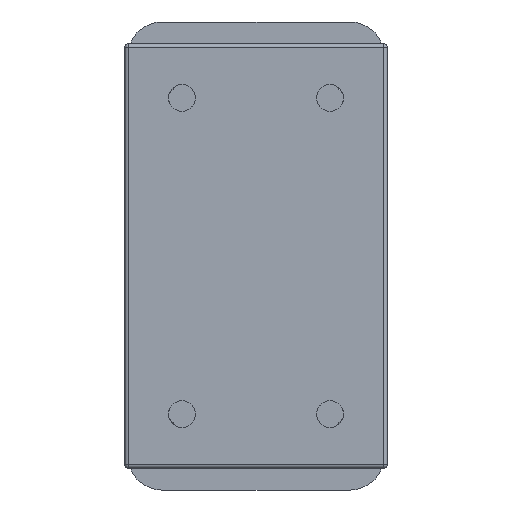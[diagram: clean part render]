
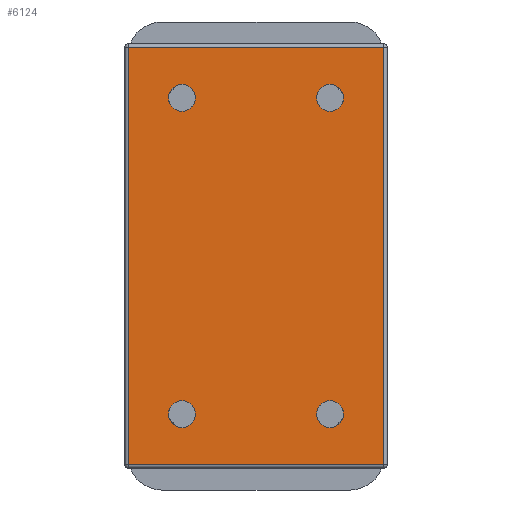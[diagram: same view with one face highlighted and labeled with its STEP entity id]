
A CAD part, front view. The second image highlights one B-rep face of the part: STEP entity #6124.
In plain terms, the highlighted face is planar.
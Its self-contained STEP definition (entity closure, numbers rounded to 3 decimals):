
#480 = EDGE_CURVE ( 'NONE', #3182, #1009, #10651, .T. ) ;
#528 = CIRCLE ( 'NONE', #5896, 2. ) ;
#720 = EDGE_CURVE ( 'NONE', #7314, #1843, #2523, .T. ) ;
#1007 = AXIS2_PLACEMENT_3D ( 'NONE', #11039, #17966, #1075 ) ;
#1009 = VERTEX_POINT ( 'NONE', #14043 ) ;
#1075 = DIRECTION ( 'NONE',  ( 0., 0., 1. ) ) ;
#1166 = CARTESIAN_POINT ( 'NONE',  ( -6.078, -11., -23.5 ) ) ;
#1601 = EDGE_LOOP ( 'NONE', ( #19310, #12596 ) ) ;
#1745 = DIRECTION ( 'NONE',  ( 0., -1., 0. ) ) ;
#1835 = DIRECTION ( 'NONE',  ( 0., 0., 1. ) ) ;
#1843 = VERTEX_POINT ( 'NONE', #2041 ) ;
#2041 = CARTESIAN_POINT ( 'NONE',  ( -6.078, 11., -25.5 ) ) ;
#2231 = CARTESIAN_POINT ( 'NONE',  ( -6.078, 11., -23.5 ) ) ;
#2297 = CARTESIAN_POINT ( 'NONE',  ( -6.078, 11., -21.5 ) ) ;
#2523 = CIRCLE ( 'NONE', #9307, 2. ) ;
#2751 = CARTESIAN_POINT ( 'NONE',  ( -6.078, -11., -21.5 ) ) ;
#2817 = EDGE_CURVE ( 'NONE', #7494, #19959, #21021, .T. ) ;
#2950 = DIRECTION ( 'NONE',  ( -1., 0., 0. ) ) ;
#3182 = VERTEX_POINT ( 'NONE', #3593 ) ;
#3265 = EDGE_LOOP ( 'NONE', ( #18851, #12082 ) ) ;
#3564 = CARTESIAN_POINT ( 'NONE',  ( -6.078, 19.5, 31.5 ) ) ;
#3593 = CARTESIAN_POINT ( 'NONE',  ( -6.078, -11., 21.5 ) ) ;
#3660 = EDGE_LOOP ( 'NONE', ( #21326, #15948 ) ) ;
#4035 = DIRECTION ( 'NONE',  ( -1., 0., 0. ) ) ;
#4346 = VERTEX_POINT ( 'NONE', #12722 ) ;
#4356 = CARTESIAN_POINT ( 'NONE',  ( -6.078, 18.994, -31. ) ) ;
#4637 = AXIS2_PLACEMENT_3D ( 'NONE', #2231, #7380, #19447 ) ;
#4787 = VERTEX_POINT ( 'NONE', #9553 ) ;
#5114 = ORIENTED_EDGE ( 'NONE', *, *, #720, .F. ) ;
#5129 = FACE_BOUND ( 'NONE', #20370, .T. ) ;
#5186 = DIRECTION ( 'NONE',  ( 0., 0., -1. ) ) ;
#5205 = VECTOR ( 'NONE', #6465, 1000. ) ;
#5579 = EDGE_CURVE ( 'NONE', #20127, #18301, #15172, .T. ) ;
#5680 = ORIENTED_EDGE ( 'NONE', *, *, #17114, .T. ) ;
#5730 = CARTESIAN_POINT ( 'NONE',  ( -6.078, -11., 23.5 ) ) ;
#5896 = AXIS2_PLACEMENT_3D ( 'NONE', #5730, #4035, #21152 ) ;
#6124 = ADVANCED_FACE ( 'NONE', ( #17541, #9043, #15870, #6816, #5129 ), #13967, .F. ) ;
#6465 = DIRECTION ( 'NONE',  ( 0., 1., 0. ) ) ;
#6668 = DIRECTION ( 'NONE',  ( 0., 0., 1. ) ) ;
#6670 = AXIS2_PLACEMENT_3D ( 'NONE', #17458, #20813, #7290 ) ;
#6816 = FACE_BOUND ( 'NONE', #1601, .T. ) ;
#7040 = DIRECTION ( 'NONE',  ( 1., 0., 0. ) ) ;
#7078 = VERTEX_POINT ( 'NONE', #2751 ) ;
#7290 = DIRECTION ( 'NONE',  ( 0., 0., 1. ) ) ;
#7314 = VERTEX_POINT ( 'NONE', #2297 ) ;
#7380 = DIRECTION ( 'NONE',  ( -1., 0., 0. ) ) ;
#7494 = VERTEX_POINT ( 'NONE', #14571 ) ;
#8168 = EDGE_CURVE ( 'NONE', #1843, #7314, #14292, .T. ) ;
#8569 = CARTESIAN_POINT ( 'NONE',  ( -6.078, 11., -23.5 ) ) ;
#8771 = CARTESIAN_POINT ( 'NONE',  ( -6.078, -18.994, 31.5 ) ) ;
#8954 = CIRCLE ( 'NONE', #12160, 2. ) ;
#8978 = EDGE_CURVE ( 'NONE', #1009, #3182, #528, .T. ) ;
#9043 = FACE_BOUND ( 'NONE', #3660, .T. ) ;
#9307 = AXIS2_PLACEMENT_3D ( 'NONE', #8569, #15391, #6668 ) ;
#9390 = AXIS2_PLACEMENT_3D ( 'NONE', #10072, #21816, #11636 ) ;
#9553 = CARTESIAN_POINT ( 'NONE',  ( -6.078, -11., -25.5 ) ) ;
#9790 = VERTEX_POINT ( 'NONE', #18848 ) ;
#10072 = CARTESIAN_POINT ( 'NONE',  ( -6.078, 11., 23.5 ) ) ;
#10114 = DIRECTION ( 'NONE',  ( 0., 0., 1. ) ) ;
#10279 = DIRECTION ( 'NONE',  ( 0., 0., -1. ) ) ;
#10498 = EDGE_CURVE ( 'NONE', #4787, #7078, #8954, .T. ) ;
#10651 = CIRCLE ( 'NONE', #1007, 2. ) ;
#10690 = VECTOR ( 'NONE', #1745, 1000. ) ;
#11039 = CARTESIAN_POINT ( 'NONE',  ( -6.078, -11., 23.5 ) ) ;
#11381 = CARTESIAN_POINT ( 'NONE',  ( -6.078, 19.5, 31. ) ) ;
#11416 = EDGE_CURVE ( 'NONE', #9790, #4346, #21781, .T. ) ;
#11636 = DIRECTION ( 'NONE',  ( 0., 0., 1. ) ) ;
#11786 = LINE ( 'NONE', #17043, #13336 ) ;
#12021 = VECTOR ( 'NONE', #1835, 1000. ) ;
#12082 = ORIENTED_EDGE ( 'NONE', *, *, #19023, .F. ) ;
#12160 = AXIS2_PLACEMENT_3D ( 'NONE', #1166, #2950, #10114 ) ;
#12482 = AXIS2_PLACEMENT_3D ( 'NONE', #3564, #7040, #10279 ) ;
#12596 = ORIENTED_EDGE ( 'NONE', *, *, #480, .F. ) ;
#12689 = EDGE_CURVE ( 'NONE', #18301, #9790, #17160, .T. ) ;
#12701 = CARTESIAN_POINT ( 'NONE',  ( -6.078, 11., 23.5 ) ) ;
#12722 = CARTESIAN_POINT ( 'NONE',  ( -6.078, 18.994, 31. ) ) ;
#12955 = EDGE_CURVE ( 'NONE', #7078, #4787, #16316, .T. ) ;
#13088 = ORIENTED_EDGE ( 'NONE', *, *, #12689, .T. ) ;
#13336 = VECTOR ( 'NONE', #5186, 1000. ) ;
#13712 = CARTESIAN_POINT ( 'NONE',  ( -6.078, 19.5, -31. ) ) ;
#13955 = EDGE_LOOP ( 'NONE', ( #13088, #14252, #5680, #19502 ) ) ;
#13967 = PLANE ( 'NONE',  #12482 ) ;
#14043 = CARTESIAN_POINT ( 'NONE',  ( -6.078, -11., 25.5 ) ) ;
#14252 = ORIENTED_EDGE ( 'NONE', *, *, #11416, .T. ) ;
#14292 = CIRCLE ( 'NONE', #4637, 2. ) ;
#14571 = CARTESIAN_POINT ( 'NONE',  ( -6.078, 11., 25.5 ) ) ;
#14931 = AXIS2_PLACEMENT_3D ( 'NONE', #12701, #19517, #15944 ) ;
#15172 = LINE ( 'NONE', #13712, #10690 ) ;
#15391 = DIRECTION ( 'NONE',  ( -1., 0., 0. ) ) ;
#15870 = FACE_BOUND ( 'NONE', #3265, .T. ) ;
#15944 = DIRECTION ( 'NONE',  ( 0., 0., 1. ) ) ;
#15948 = ORIENTED_EDGE ( 'NONE', *, *, #10498, .F. ) ;
#16274 = CARTESIAN_POINT ( 'NONE',  ( -6.078, 11., 21.5 ) ) ;
#16316 = CIRCLE ( 'NONE', #6670, 2. ) ;
#17043 = CARTESIAN_POINT ( 'NONE',  ( -6.078, 18.994, 31.5 ) ) ;
#17114 = EDGE_CURVE ( 'NONE', #4346, #20127, #11786, .T. ) ;
#17160 = LINE ( 'NONE', #8771, #12021 ) ;
#17458 = CARTESIAN_POINT ( 'NONE',  ( -6.078, -11., -23.5 ) ) ;
#17541 = FACE_OUTER_BOUND ( 'NONE', #13955, .T. ) ;
#17966 = DIRECTION ( 'NONE',  ( -1., 0., 0. ) ) ;
#18301 = VERTEX_POINT ( 'NONE', #20004 ) ;
#18721 = CIRCLE ( 'NONE', #9390, 2. ) ;
#18848 = CARTESIAN_POINT ( 'NONE',  ( -6.078, -18.994, 31. ) ) ;
#18851 = ORIENTED_EDGE ( 'NONE', *, *, #2817, .F. ) ;
#19023 = EDGE_CURVE ( 'NONE', #19959, #7494, #18721, .T. ) ;
#19310 = ORIENTED_EDGE ( 'NONE', *, *, #8978, .F. ) ;
#19447 = DIRECTION ( 'NONE',  ( 0., 0., 1. ) ) ;
#19502 = ORIENTED_EDGE ( 'NONE', *, *, #5579, .T. ) ;
#19517 = DIRECTION ( 'NONE',  ( -1., 0., 0. ) ) ;
#19959 = VERTEX_POINT ( 'NONE', #16274 ) ;
#20004 = CARTESIAN_POINT ( 'NONE',  ( -6.078, -18.994, -31. ) ) ;
#20127 = VERTEX_POINT ( 'NONE', #4356 ) ;
#20237 = ORIENTED_EDGE ( 'NONE', *, *, #8168, .F. ) ;
#20370 = EDGE_LOOP ( 'NONE', ( #5114, #20237 ) ) ;
#20813 = DIRECTION ( 'NONE',  ( -1., 0., 0. ) ) ;
#21021 = CIRCLE ( 'NONE', #14931, 2. ) ;
#21152 = DIRECTION ( 'NONE',  ( 0., 0., 1. ) ) ;
#21326 = ORIENTED_EDGE ( 'NONE', *, *, #12955, .F. ) ;
#21781 = LINE ( 'NONE', #11381, #5205 ) ;
#21816 = DIRECTION ( 'NONE',  ( -1., 0., 0. ) ) ;
